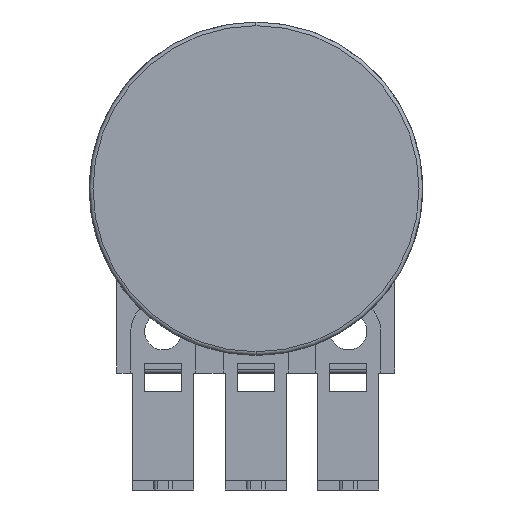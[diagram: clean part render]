
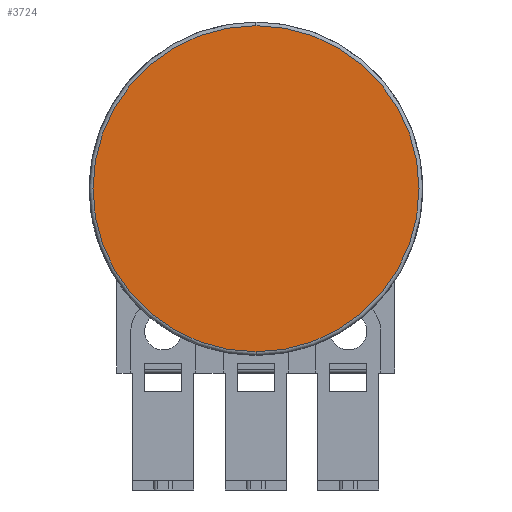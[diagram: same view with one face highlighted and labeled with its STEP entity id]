
A CAD part, front view. The second image highlights one B-rep face of the part: STEP entity #3724.
In plain terms, the highlighted planar face has unit normal (0, -1, 0).
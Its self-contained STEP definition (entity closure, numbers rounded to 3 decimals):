
#321 = VERTEX_POINT ( 'NONE', #9969 ) ;
#588 = AXIS2_PLACEMENT_3D ( 'NONE', #12754, #15338, #7018 ) ;
#699 = CIRCLE ( 'NONE', #12769, 8.8 ) ;
#1413 = EDGE_LOOP ( 'NONE', ( #11539, #16206 ) ) ;
#3724 = ADVANCED_FACE ( 'NONE', ( #4742 ), #14177, .F. ) ;
#4742 = FACE_OUTER_BOUND ( 'NONE', #1413, .T. ) ;
#4766 = EDGE_CURVE ( 'NONE', #321, #6692, #5029, .T. ) ;
#4818 = DIRECTION ( 'NONE',  ( 0., -1., 0. ) ) ;
#4897 = DIRECTION ( 'NONE',  ( 0., 0., 1. ) ) ;
#5029 = CIRCLE ( 'NONE', #17969, 8.8 ) ;
#6692 = VERTEX_POINT ( 'NONE', #12665 ) ;
#7018 = DIRECTION ( 'NONE',  ( 0., 0., 1. ) ) ;
#9969 = CARTESIAN_POINT ( 'NONE',  ( 0., 0., -8.8 ) ) ;
#10563 = DIRECTION ( 'NONE',  ( 0., -1., 0. ) ) ;
#11539 = ORIENTED_EDGE ( 'NONE', *, *, #17763, .T. ) ;
#12665 = CARTESIAN_POINT ( 'NONE',  ( 0., 0., 8.8 ) ) ;
#12754 = CARTESIAN_POINT ( 'NONE',  ( 0., 0., 0. ) ) ;
#12769 = AXIS2_PLACEMENT_3D ( 'NONE', #16157, #10563, #4897 ) ;
#14177 = PLANE ( 'NONE',  #588 ) ;
#15338 = DIRECTION ( 'NONE',  ( 0., 1., 0. ) ) ;
#16004 = DIRECTION ( 'NONE',  ( 0., 0., 1. ) ) ;
#16157 = CARTESIAN_POINT ( 'NONE',  ( 0., 0., 0. ) ) ;
#16206 = ORIENTED_EDGE ( 'NONE', *, *, #4766, .T. ) ;
#17306 = CARTESIAN_POINT ( 'NONE',  ( 0., 0., 0. ) ) ;
#17763 = EDGE_CURVE ( 'NONE', #6692, #321, #699, .T. ) ;
#17969 = AXIS2_PLACEMENT_3D ( 'NONE', #17306, #4818, #16004 ) ;
